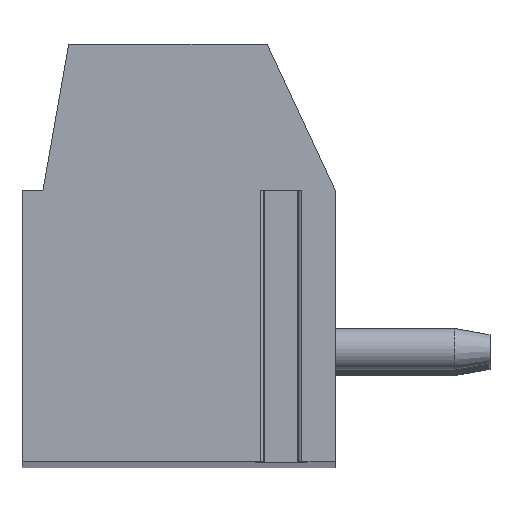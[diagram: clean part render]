
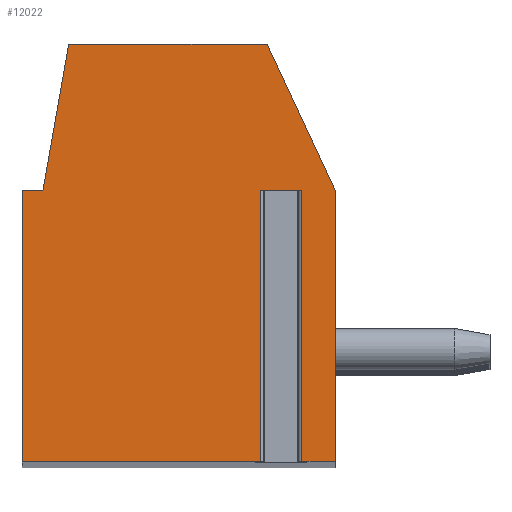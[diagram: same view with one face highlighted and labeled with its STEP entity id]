
A CAD part, top view. The second image highlights one B-rep face of the part: STEP entity #12022.
In plain terms, the highlighted planar face has unit normal (0, 0, 1).
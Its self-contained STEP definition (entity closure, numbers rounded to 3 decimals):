
#161=DIRECTION('',(-1.,0.,0.));
#162=VECTOR('',#161,0.996);
#163=CARTESIAN_POINT('',(2.948,1.5,77.5));
#164=LINE('',#163,#162);
#165=DIRECTION('',(0.,-1.,0.));
#166=VECTOR('',#165,6.5);
#167=CARTESIAN_POINT('',(1.952,1.5,77.5));
#168=LINE('',#167,#166);
#169=DIRECTION('',(1.,0.,0.));
#170=VECTOR('',#169,5.702);
#171=CARTESIAN_POINT('',(-3.75,-5.,77.5));
#172=LINE('',#171,#170);
#173=DIRECTION('',(0.,-1.,0.));
#174=VECTOR('',#173,6.5);
#175=CARTESIAN_POINT('',(-3.75,1.5,77.5));
#176=LINE('',#175,#174);
#177=DIRECTION('',(-1.,0.,0.));
#178=VECTOR('',#177,0.5);
#179=CARTESIAN_POINT('',(-3.25,1.5,77.5));
#180=LINE('',#179,#178);
#181=DIRECTION('',(-0.174,-0.985,0.));
#182=VECTOR('',#181,3.554);
#183=CARTESIAN_POINT('',(-2.633,5.,77.5));
#184=LINE('',#183,#182);
#185=DIRECTION('',(-1.,0.,0.));
#186=VECTOR('',#185,4.751);
#187=CARTESIAN_POINT('',(2.118,5.,77.5));
#188=LINE('',#187,#186);
#189=DIRECTION('',(-0.423,0.906,0.));
#190=VECTOR('',#189,3.862);
#191=CARTESIAN_POINT('',(3.75,1.5,77.5));
#192=LINE('',#191,#190);
#193=DIRECTION('',(0.,1.,0.));
#194=VECTOR('',#193,6.5);
#195=CARTESIAN_POINT('',(3.75,-5.,77.5));
#196=LINE('',#195,#194);
#197=DIRECTION('',(1.,0.,0.));
#198=VECTOR('',#197,0.802);
#199=CARTESIAN_POINT('',(2.948,-5.,77.5));
#200=LINE('',#199,#198);
#201=DIRECTION('',(0.,-1.,0.));
#202=VECTOR('',#201,6.5);
#203=CARTESIAN_POINT('',(2.948,1.5,77.5));
#204=LINE('',#203,#202);
#9343=CARTESIAN_POINT('',(3.75,-5.,77.5));
#9344=CARTESIAN_POINT('',(3.75,1.5,77.5));
#9345=VERTEX_POINT('',#9343);
#9346=VERTEX_POINT('',#9344);
#9347=CARTESIAN_POINT('',(2.118,5.,77.5));
#9348=VERTEX_POINT('',#9347);
#9349=CARTESIAN_POINT('',(-2.633,5.,77.5));
#9350=VERTEX_POINT('',#9349);
#9351=CARTESIAN_POINT('',(-3.25,1.5,77.5));
#9352=VERTEX_POINT('',#9351);
#9353=CARTESIAN_POINT('',(-3.75,1.5,77.5));
#9354=VERTEX_POINT('',#9353);
#9355=CARTESIAN_POINT('',(-3.75,-5.,77.5));
#9356=VERTEX_POINT('',#9355);
#9401=CARTESIAN_POINT('',(2.948,1.5,77.5));
#9402=CARTESIAN_POINT('',(1.952,1.5,77.5));
#9403=VERTEX_POINT('',#9401);
#9404=VERTEX_POINT('',#9402);
#9405=CARTESIAN_POINT('',(2.948,-5.,77.5));
#9406=VERTEX_POINT('',#9405);
#9407=CARTESIAN_POINT('',(1.952,-5.,77.5));
#9408=VERTEX_POINT('',#9407);
#11996=CARTESIAN_POINT('',(0.,0.,77.5));
#11997=DIRECTION('',(0.,0.,1.));
#11998=DIRECTION('',(1.,0.,0.));
#11999=AXIS2_PLACEMENT_3D('',#11996,#11997,#11998);
#12000=PLANE('',#11999);
#12002=ORIENTED_EDGE('',*,*,#12001,.T.);
#12004=ORIENTED_EDGE('',*,*,#12003,.T.);
#12005=ORIENTED_EDGE('',*,*,#11964,.F.);
#12007=ORIENTED_EDGE('',*,*,#12006,.F.);
#12009=ORIENTED_EDGE('',*,*,#12008,.F.);
#12011=ORIENTED_EDGE('',*,*,#12010,.F.);
#12013=ORIENTED_EDGE('',*,*,#12012,.F.);
#12015=ORIENTED_EDGE('',*,*,#12014,.F.);
#12017=ORIENTED_EDGE('',*,*,#12016,.F.);
#12018=ORIENTED_EDGE('',*,*,#11943,.F.);
#12019=ORIENTED_EDGE('',*,*,#11986,.F.);
#12020=EDGE_LOOP('',(#12002,#12004,#12005,#12007,#12009,#12011,#12013,#12015,
#12017,#12018,#12019));
#12021=FACE_OUTER_BOUND('',#12020,.F.);
#11943=EDGE_CURVE('',#9406,#9345,#200,.T.);
#11964=EDGE_CURVE('',#9356,#9408,#172,.T.);
#11986=EDGE_CURVE('',#9403,#9406,#204,.T.);
#12001=EDGE_CURVE('',#9403,#9404,#164,.T.);
#12003=EDGE_CURVE('',#9404,#9408,#168,.T.);
#12006=EDGE_CURVE('',#9354,#9356,#176,.T.);
#12008=EDGE_CURVE('',#9352,#9354,#180,.T.);
#12010=EDGE_CURVE('',#9350,#9352,#184,.T.);
#12012=EDGE_CURVE('',#9348,#9350,#188,.T.);
#12014=EDGE_CURVE('',#9346,#9348,#192,.T.);
#12016=EDGE_CURVE('',#9345,#9346,#196,.T.);
#12022=ADVANCED_FACE('',(#12021),#12000,.T.);
